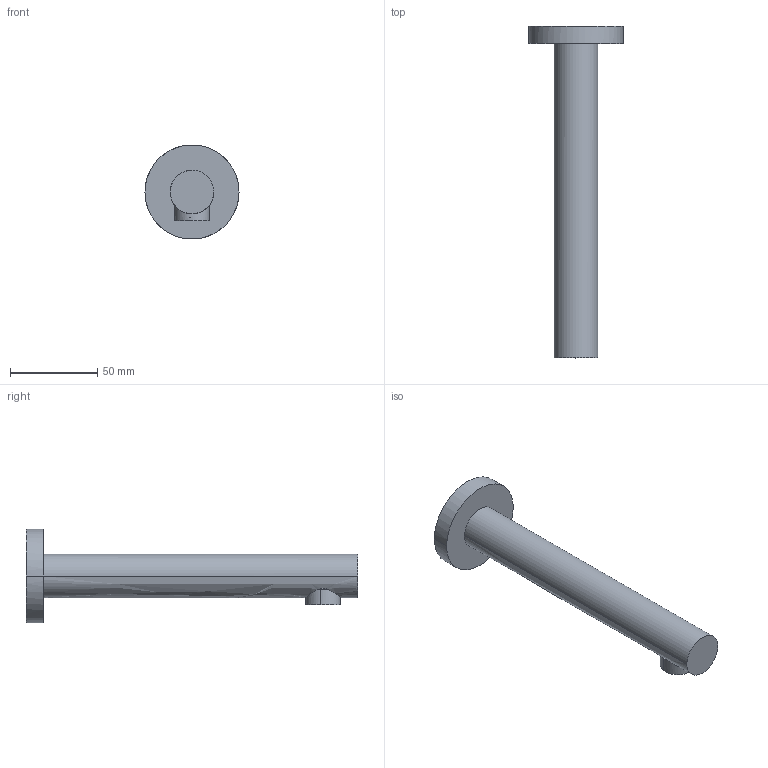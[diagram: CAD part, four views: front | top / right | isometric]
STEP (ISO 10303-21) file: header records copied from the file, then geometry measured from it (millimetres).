
FILE_DESCRIPTION(/* description */ (''),/* implementation_level */ '2;1');
FILE_NAME(/* name */ 'STEP - 9505445',/* time_stamp */ '2025-05-16T15:46:23+10:00',/* author */ (''),/* organization */ (''),/* preprocessor_version */ 'ST-DEVELOPER v16.5',/* originating_system */ 'Rhino 7.37',/* authorisation */ '');
FILE_SCHEMA (('AUTOMOTIVE_DESIGN'));
Length unit declared in the file: millimetre
Products named in the file (5): Document; 26142; WASHER 19-10.5-2.7; 7L aerator2; 0112-2
Assembly tree (4 placements, depth 3):
  Document
    26142
      WASHER 19-10.5-2.7
      7L aerator2
      0112-2
Bounding box: 54 x 190.5 x 53.91 mm (x, y, z)
Volume: 41619.9 mm3; surface area: 38277.2 mm2
Topology: 4 solids, 4 shells, 99 faces, 226 edges, 147 vertices
Faces by surface type: cylinder 47, plane 30, bspline 22
Entity records: 4618 total; most frequent: CARTESIAN_POINT 2994, ORIENTED_EDGE 452, EDGE_CURVE 226, VERTEX_POINT 147, EDGE_LOOP 115, DIRECTION 103, ADVANCED_FACE 99, FACE_OUTER_BOUND 99
